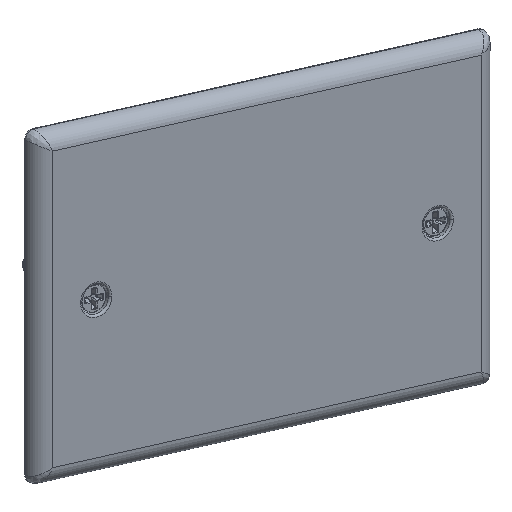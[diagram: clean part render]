
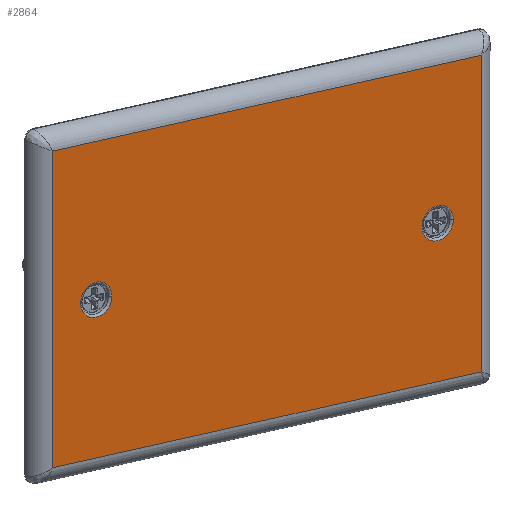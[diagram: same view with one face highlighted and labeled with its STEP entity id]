
A CAD part, top view. The second image highlights one B-rep face of the part: STEP entity #2864.
In plain terms, the highlighted face is planar.
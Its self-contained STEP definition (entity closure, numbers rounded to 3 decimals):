
#216=CARTESIAN_POINT('Vertex',(52.4,-34.4,0.)) ;
#253=CARTESIAN_POINT('Line Origine',(28.2,-34.4,0.)) ;
#257=CARTESIAN_POINT('Vertex',(-52.4,-34.4,0.)) ;
#447=CARTESIAN_POINT('Vertex',(52.4,34.4,0.)) ;
#484=CARTESIAN_POINT('Line Origine',(52.4,0.,0.)) ;
#556=CARTESIAN_POINT('Line Origine',(28.2,34.4,0.)) ;
#560=CARTESIAN_POINT('Vertex',(-52.4,34.4,0.)) ;
#2812=CARTESIAN_POINT('Axis2P3D Location',(0.,0.,0.)) ;
#2817=CARTESIAN_POINT('Line Origine',(-52.4,0.,0.)) ;
#2828=CARTESIAN_POINT('Axis2P3D Location',(-41.75,0.,0.)) ;
#2832=CARTESIAN_POINT('Vertex',(-45.568,0.,0.)) ;
#2834=CARTESIAN_POINT('Vertex',(-37.932,0.,0.)) ;
#2837=CARTESIAN_POINT('Axis2P3D Location',(-41.75,0.,0.)) ;
#2846=CARTESIAN_POINT('Axis2P3D Location',(41.75,0.,0.)) ;
#2850=CARTESIAN_POINT('Vertex',(45.568,0.,0.)) ;
#2852=CARTESIAN_POINT('Vertex',(37.932,0.,0.)) ;
#2855=CARTESIAN_POINT('Axis2P3D Location',(41.75,0.,0.)) ;
#254=DIRECTION('Vector Direction',(-1.,0.,0.)) ;
#485=DIRECTION('Vector Direction',(0.,1.,0.)) ;
#557=DIRECTION('Vector Direction',(1.,0.,0.)) ;
#2813=DIRECTION('Axis2P3D Direction',(0.,0.,1.)) ;
#2814=DIRECTION('Axis2P3D XDirection',(1.,0.,0.)) ;
#2818=DIRECTION('Vector Direction',(0.,1.,0.)) ;
#2829=DIRECTION('Axis2P3D Direction',(0.,0.,1.)) ;
#2838=DIRECTION('Axis2P3D Direction',(0.,0.,1.)) ;
#2847=DIRECTION('Axis2P3D Direction',(0.,0.,1.)) ;
#2856=DIRECTION('Axis2P3D Direction',(0.,0.,1.)) ;
#2815=AXIS2_PLACEMENT_3D('Plane Axis2P3D',#2812,#2813,#2814) ;
#2830=AXIS2_PLACEMENT_3D('Circle Axis2P3D',#2828,#2829,$) ;
#2839=AXIS2_PLACEMENT_3D('Circle Axis2P3D',#2837,#2838,$) ;
#2848=AXIS2_PLACEMENT_3D('Circle Axis2P3D',#2846,#2847,$) ;
#2857=AXIS2_PLACEMENT_3D('Circle Axis2P3D',#2855,#2856,$) ;
#2823=ORIENTED_EDGE('',*,*,#2821,.T.) ;
#2824=ORIENTED_EDGE('',*,*,#562,.T.) ;
#2825=ORIENTED_EDGE('',*,*,#488,.F.) ;
#2826=ORIENTED_EDGE('',*,*,#259,.T.) ;
#2843=ORIENTED_EDGE('',*,*,#2836,.T.) ;
#2844=ORIENTED_EDGE('',*,*,#2841,.T.) ;
#2861=ORIENTED_EDGE('',*,*,#2854,.F.) ;
#2862=ORIENTED_EDGE('',*,*,#2859,.F.) ;
#2845=FACE_BOUND('',#2842,.T.) ;
#2863=FACE_BOUND('',#2860,.T.) ;
#255=VECTOR('Line Direction',#254,1.) ;
#486=VECTOR('Line Direction',#485,1.) ;
#558=VECTOR('Line Direction',#557,1.) ;
#2819=VECTOR('Line Direction',#2818,1.) ;
#2864=ADVANCED_FACE('PartBody',(#2827,#2845,#2863),#2816,.F.) ;
#2831=CIRCLE('generated circle',#2830,3.818) ;
#2840=CIRCLE('generated circle',#2839,3.818) ;
#2849=CIRCLE('generated circle',#2848,3.818) ;
#2858=CIRCLE('generated circle',#2857,3.818) ;
#259=EDGE_CURVE('',#217,#258,#256,.T.) ;
#488=EDGE_CURVE('',#217,#448,#487,.T.) ;
#562=EDGE_CURVE('',#561,#448,#559,.T.) ;
#2821=EDGE_CURVE('',#258,#561,#2820,.T.) ;
#2836=EDGE_CURVE('',#2833,#2835,#2831,.T.) ;
#2841=EDGE_CURVE('',#2835,#2833,#2840,.T.) ;
#2854=EDGE_CURVE('',#2851,#2853,#2849,.F.) ;
#2859=EDGE_CURVE('',#2853,#2851,#2858,.F.) ;
#2822=EDGE_LOOP('',(#2823,#2824,#2825,#2826)) ;
#2842=EDGE_LOOP('',(#2843,#2844)) ;
#2860=EDGE_LOOP('',(#2861,#2862)) ;
#2827=FACE_OUTER_BOUND('',#2822,.T.) ;
#256=LINE('Line',#253,#255) ;
#487=LINE('Line',#484,#486) ;
#559=LINE('Line',#556,#558) ;
#2820=LINE('Line',#2817,#2819) ;
#2816=PLANE('',#2815) ;
#217=VERTEX_POINT('',#216) ;
#258=VERTEX_POINT('',#257) ;
#448=VERTEX_POINT('',#447) ;
#561=VERTEX_POINT('',#560) ;
#2833=VERTEX_POINT('',#2832) ;
#2835=VERTEX_POINT('',#2834) ;
#2851=VERTEX_POINT('',#2850) ;
#2853=VERTEX_POINT('',#2852) ;
